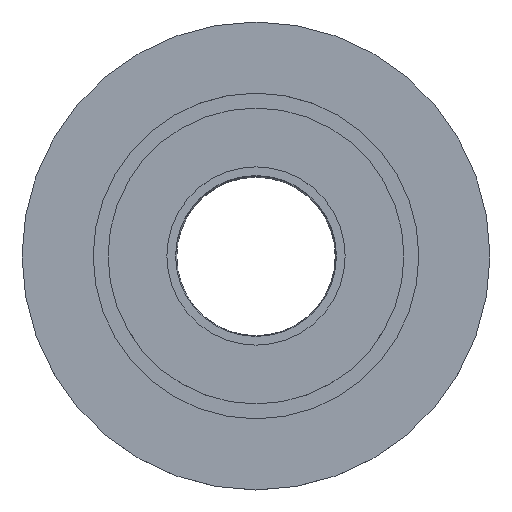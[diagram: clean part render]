
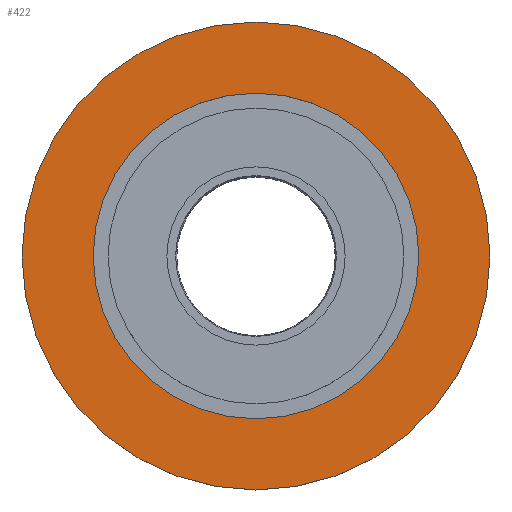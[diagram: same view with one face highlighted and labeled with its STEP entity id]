
A CAD part, top view. The second image highlights one B-rep face of the part: STEP entity #422.
In plain terms, the highlighted planar face has unit normal (0, 0, 1).
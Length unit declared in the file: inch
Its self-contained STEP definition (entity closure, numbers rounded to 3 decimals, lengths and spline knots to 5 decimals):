
#28=PLANE('',#507);
#71=FACE_BOUND('',#166,.T.);
#106=FACE_OUTER_BOUND('',#165,.T.);
#165=EDGE_LOOP('',(#337));
#166=EDGE_LOOP('',(#338));
#213=CIRCLE('',#505,1.0275);
#214=CIRCLE('',#508,1.4765);
#247=VERTEX_POINT('',#741);
#248=VERTEX_POINT('',#745);
#281=EDGE_CURVE('',#247,#247,#213,.T.);
#282=EDGE_CURVE('',#248,#248,#214,.T.);
#337=ORIENTED_EDGE('',*,*,#282,.F.);
#338=ORIENTED_EDGE('',*,*,#281,.T.);
#422=ADVANCED_FACE('',(#106,#71),#28,.F.);
#505=AXIS2_PLACEMENT_3D('',#742,#625,#626);
#507=AXIS2_PLACEMENT_3D('',#744,#629,#630);
#508=AXIS2_PLACEMENT_3D('',#746,#631,#632);
#625=DIRECTION('center_axis',(0.,0.,-1.));
#626=DIRECTION('ref_axis',(-1.,0.,0.));
#629=DIRECTION('center_axis',(0.,0.,-1.));
#630=DIRECTION('ref_axis',(-1.,0.,0.));
#631=DIRECTION('center_axis',(0.,0.,-1.));
#632=DIRECTION('ref_axis',(-1.,0.,0.));
#741=CARTESIAN_POINT('',(1.0275,0.,0.2));
#742=CARTESIAN_POINT('Origin',(0.,0.,0.2));
#744=CARTESIAN_POINT('Origin',(0.,0.,0.2));
#745=CARTESIAN_POINT('',(1.4765,0.,0.2));
#746=CARTESIAN_POINT('Origin',(0.,0.,0.2));
